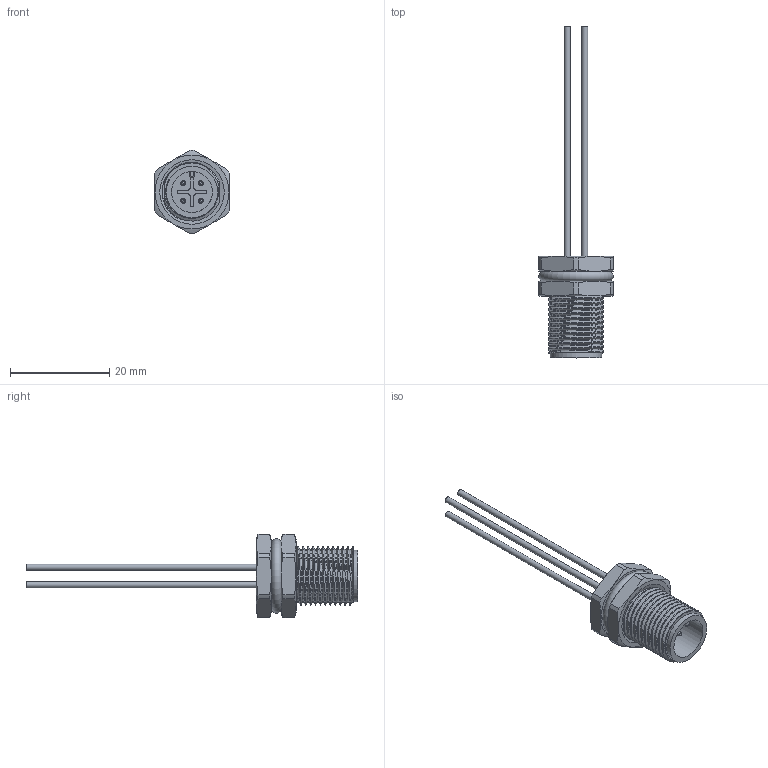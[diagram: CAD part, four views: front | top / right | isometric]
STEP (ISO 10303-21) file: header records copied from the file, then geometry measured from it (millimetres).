
FILE_DESCRIPTION(/* description */ ('Unknown'),/* implementation_level */ '2;1');
FILE_NAME(/* name */ '643452100304',/* time_stamp */ '2024-12-05T17:01:11+01:00',/* author */ ('Unknown'),/* organization */ ('Unknown'),/* preprocessor_version */ 'ST-DEVELOPER v19.4',/* originating_system */ 'Solid Edge',/* authorisation */ 'Unknown');
FILE_SCHEMA (('AUTOMOTIVE_DESIGN {1 0 10303 214 3 1 1}'));
Products named in the file (12): 6434521003xx_With Cable; 6434521003xx; 6434521003xx_Shell; 643452100604; 643xx01003xx_Panel O-Ring; 643xx01003xx_Panel Nut; 6434521006xx_Pin; 6434521003xx_Glue; Wire 22AWG Brown; Wire 22AWG White; Wire 22AWG Blue; Wire 22AWG Black
Assembly tree (14 placements, depth 3):
  6434521003xx_With Cable
    6434521003xx
      6434521003xx_Shell
      643452100604
      643xx01003xx_Panel O-Ring
      643xx01003xx_Panel Nut
      6434521006xx_Pin  x4
      6434521003xx_Glue
    Wire 22AWG Brown
    Wire 22AWG White
    Wire 22AWG Blue
    Wire 22AWG Black
Bounding box: 15 x 67 x 16.8 mm (x, y, z)
Volume: 2404.2 mm3; surface area: 5455 mm2
Topology: 13 solids, 13 shells, 347 faces, 828 edges, 538 vertices
Faces by surface type: cylinder 148, plane 147, cone 28, torus 20, bspline 4
Full cylindrical faces by diameter (mm): 0.77 x4, 1 x8, 1.1 x4, 1.245 x4, 1.3 x4, 1.4 x12, 1.5 x8, 1.6 x4, 1.7 x4, 8.3 x1, 9.44 x2, 9.45 x1, 10.2 x8, 10.45 x1, 10.6 x3, 10.607 x3, 10.65 x16
Entity records: 41618 total; most frequent: CARTESIAN_POINT 35805, DIRECTION 1067, ORIENTED_EDGE 1060, EDGE_CURVE 530, AXIS2_PLACEMENT_3D 438, VERTEX_POINT 388, FACE_BOUND 368, EDGE_LOOP 366
